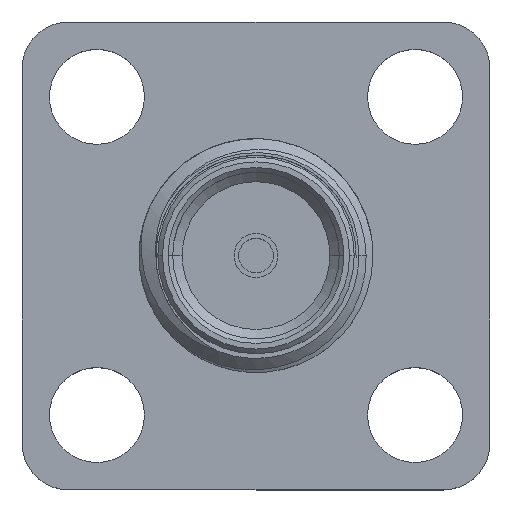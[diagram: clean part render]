
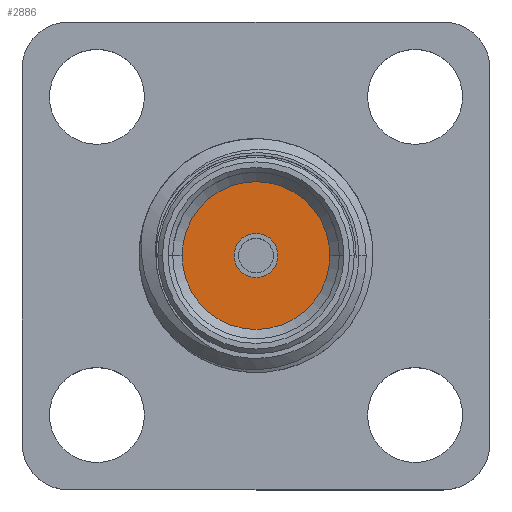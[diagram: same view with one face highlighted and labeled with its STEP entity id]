
A CAD part, top view. The second image highlights one B-rep face of the part: STEP entity #2886.
In plain terms, the highlighted planar face has unit normal (0, 0, 1).
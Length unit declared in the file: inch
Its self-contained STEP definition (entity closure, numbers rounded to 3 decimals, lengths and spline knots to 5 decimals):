
#14 = FACE_BOUND ( 'NONE', #418, .T. ) ;
#16 = EDGE_CURVE ( 'NONE', #2480, #99, #799, .T. ) ;
#99 = VERTEX_POINT ( 'NONE', #739 ) ;
#114 = CARTESIAN_POINT ( 'NONE',  ( 0., 0., 0.265 ) ) ;
#125 = ORIENTED_EDGE ( 'NONE', *, *, #2757, .F. ) ;
#179 = DIRECTION ( 'NONE',  ( 0., 0., 1. ) ) ;
#213 = AXIS2_PLACEMENT_3D ( 'NONE', #114, #922, #2746 ) ;
#227 = CARTESIAN_POINT ( 'NONE',  ( 0.0235, 0., 0.265 ) ) ;
#407 = VERTEX_POINT ( 'NONE', #3062 ) ;
#418 = EDGE_LOOP ( 'NONE', ( #3210, #125 ) ) ;
#422 = DIRECTION ( 'NONE',  ( 0., 0., 1. ) ) ;
#424 = AXIS2_PLACEMENT_3D ( 'NONE', #714, #964, #442 ) ;
#442 = DIRECTION ( 'NONE',  ( 1., 0., 0. ) ) ;
#455 = VERTEX_POINT ( 'NONE', #733 ) ;
#457 = CARTESIAN_POINT ( 'NONE',  ( 0., 0., 0.265 ) ) ;
#467 = EDGE_CURVE ( 'NONE', #407, #455, #1885, .T. ) ;
#474 = ORIENTED_EDGE ( 'NONE', *, *, #467, .T. ) ;
#714 = CARTESIAN_POINT ( 'NONE',  ( 0., 0., 0.265 ) ) ;
#733 = CARTESIAN_POINT ( 'NONE',  ( 0.079, 0., 0.265 ) ) ;
#739 = CARTESIAN_POINT ( 'NONE',  ( -0.0235, 0., 0.265 ) ) ;
#752 = CIRCLE ( 'NONE', #213, 0.079 ) ;
#794 = AXIS2_PLACEMENT_3D ( 'NONE', #1493, #179, #3115 ) ;
#799 = CIRCLE ( 'NONE', #424, 0.0235 ) ;
#922 = DIRECTION ( 'NONE',  ( 0., 0., 1. ) ) ;
#964 = DIRECTION ( 'NONE',  ( 0., 0., 1. ) ) ;
#1452 = DIRECTION ( 'NONE',  ( 1., 0., 0. ) ) ;
#1493 = CARTESIAN_POINT ( 'NONE',  ( 0., 0., 0.265 ) ) ;
#1714 = EDGE_CURVE ( 'NONE', #455, #407, #752, .T. ) ;
#1810 = DIRECTION ( 'NONE',  ( 0., 0., 1. ) ) ;
#1885 = CIRCLE ( 'NONE', #794, 0.079 ) ;
#1927 = ORIENTED_EDGE ( 'NONE', *, *, #1714, .T. ) ;
#2060 = DIRECTION ( 'NONE',  ( 1., 0., 0. ) ) ;
#2072 = AXIS2_PLACEMENT_3D ( 'NONE', #3091, #1810, #2060 ) ;
#2442 = AXIS2_PLACEMENT_3D ( 'NONE', #457, #422, #1452 ) ;
#2480 = VERTEX_POINT ( 'NONE', #227 ) ;
#2648 = CIRCLE ( 'NONE', #2442, 0.0235 ) ;
#2746 = DIRECTION ( 'NONE',  ( 1., 0., 0. ) ) ;
#2757 = EDGE_CURVE ( 'NONE', #99, #2480, #2648, .T. ) ;
#2886 = ADVANCED_FACE ( 'NONE', ( #14, #3077 ), #3134, .T. ) ;
#3062 = CARTESIAN_POINT ( 'NONE',  ( -0.079, 0., 0.265 ) ) ;
#3077 = FACE_OUTER_BOUND ( 'NONE', #3316, .T. ) ;
#3091 = CARTESIAN_POINT ( 'NONE',  ( 0., 0., 0.265 ) ) ;
#3115 = DIRECTION ( 'NONE',  ( 1., 0., 0. ) ) ;
#3134 = PLANE ( 'NONE',  #2072 ) ;
#3210 = ORIENTED_EDGE ( 'NONE', *, *, #16, .F. ) ;
#3316 = EDGE_LOOP ( 'NONE', ( #1927, #474 ) ) ;
